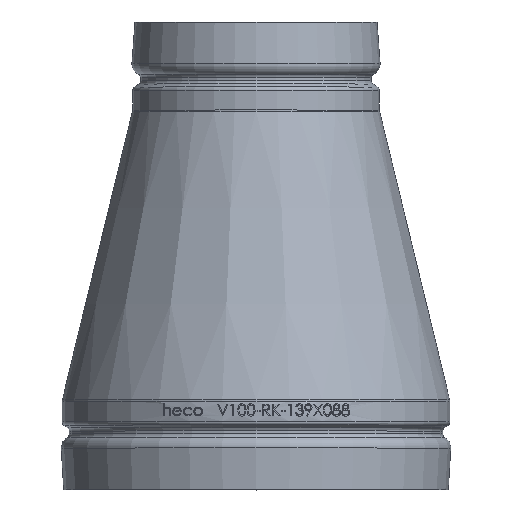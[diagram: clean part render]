
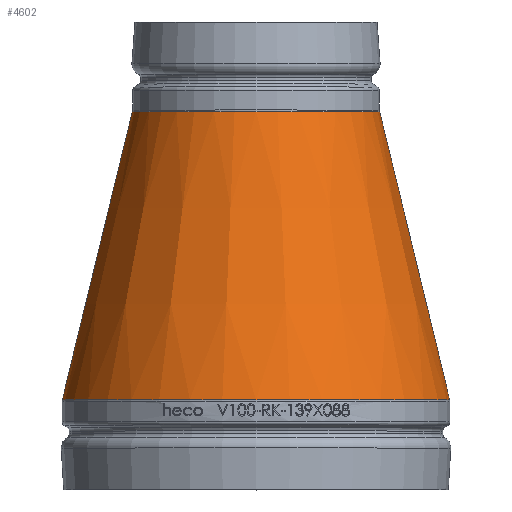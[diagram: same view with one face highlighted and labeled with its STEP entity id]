
A CAD part, top view. The second image highlights one B-rep face of the part: STEP entity #4602.
In plain terms, the highlighted conical face has half-angle 13.675 degrees and reference radius 57.15 mm.
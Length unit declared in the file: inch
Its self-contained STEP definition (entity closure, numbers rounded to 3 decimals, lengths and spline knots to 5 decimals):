
#1404 = FACE_OUTER_BOUND ( 'NONE', #4232, .T. ) ;
#1668 = DIRECTION ( 'NONE',  ( 0., -1., 0. ) ) ;
#1972 = VERTEX_POINT ( 'NONE', #12043 ) ;
#2177 = DIRECTION ( 'NONE',  ( 0., -1., 0. ) ) ;
#4068 = CIRCLE ( 'NONE', #15883, 2.74717 ) ;
#4232 = EDGE_LOOP ( 'NONE', ( #12099 ) ) ;
#4602 = ADVANCED_FACE ( 'NONE', ( #8230, #1404 ), #14779, .T. ) ;
#6354 = CARTESIAN_POINT ( 'NONE',  ( -2.74717, 1.27165, 0. ) ) ;
#6529 = DIRECTION ( 'NONE',  ( 0., 1., 0. ) ) ;
#6647 = EDGE_CURVE ( 'NONE', #1972, #1972, #7915, .T. ) ;
#7186 = ORIENTED_EDGE ( 'NONE', *, *, #6647, .T. ) ;
#7740 = EDGE_LOOP ( 'NONE', ( #7186 ) ) ;
#7915 = CIRCLE ( 'NONE', #8877, 1.75283 ) ;
#8230 = FACE_BOUND ( 'NONE', #7740, .T. ) ;
#8877 = AXIS2_PLACEMENT_3D ( 'NONE', #8995, #1668, #17091 ) ;
#8995 = CARTESIAN_POINT ( 'NONE',  ( 0., 5.35835, 0. ) ) ;
#9137 = CARTESIAN_POINT ( 'NONE',  ( 0., 3.315, 0. ) ) ;
#11226 = EDGE_CURVE ( 'NONE', #14682, #14682, #4068, .T. ) ;
#12043 = CARTESIAN_POINT ( 'NONE',  ( 1.75283, 5.35835, 0. ) ) ;
#12099 = ORIENTED_EDGE ( 'NONE', *, *, #11226, .T. ) ;
#13419 = CARTESIAN_POINT ( 'NONE',  ( 0., 1.27165, 0. ) ) ;
#14073 = AXIS2_PLACEMENT_3D ( 'NONE', #9137, #2177, #17620 ) ;
#14682 = VERTEX_POINT ( 'NONE', #6354 ) ;
#14779 = CONICAL_SURFACE ( 'NONE', #14073, 2.25, 0.239 ) ;
#15883 = AXIS2_PLACEMENT_3D ( 'NONE', #13419, #6529, #16291 ) ;
#16291 = DIRECTION ( 'NONE',  ( -1., 0., 0. ) ) ;
#17091 = DIRECTION ( 'NONE',  ( 1., 0., 0. ) ) ;
#17620 = DIRECTION ( 'NONE',  ( -1., 0., 0. ) ) ;
